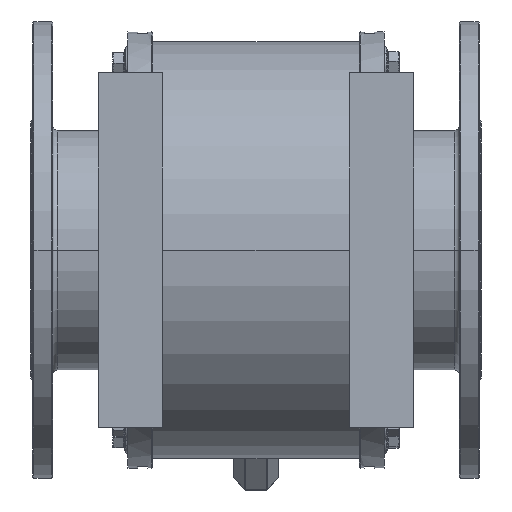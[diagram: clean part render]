
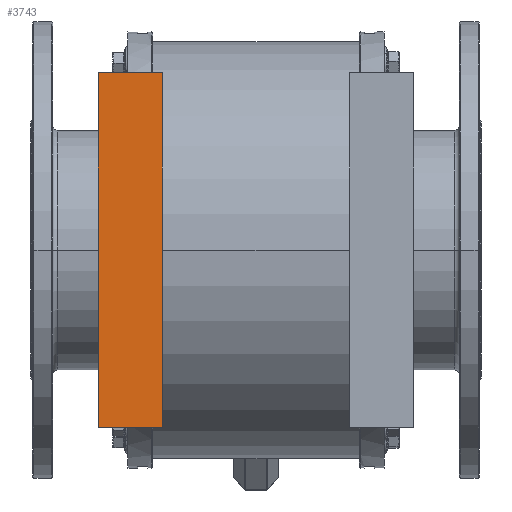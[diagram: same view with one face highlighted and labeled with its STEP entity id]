
A CAD part, front view. The second image highlights one B-rep face of the part: STEP entity #3743.
In plain terms, the highlighted planar face has unit normal (0, -1, 0).
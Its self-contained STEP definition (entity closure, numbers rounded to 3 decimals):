
#68 = VERTEX_POINT ( 'NONE', #1465 ) ;
#354 = EDGE_CURVE ( 'NONE', #2959, #13026, #4834, .T. ) ;
#590 = DIRECTION ( 'NONE',  ( 1., 0., 0. ) ) ;
#1031 = CARTESIAN_POINT ( 'NONE',  ( -95., -278.5, -180. ) ) ;
#1465 = CARTESIAN_POINT ( 'NONE',  ( -160., -278.5, -180. ) ) ;
#1591 = EDGE_CURVE ( 'NONE', #1750, #13026, #5268, .T. ) ;
#1598 = DIRECTION ( 'NONE',  ( 0., 0., 1. ) ) ;
#1750 = VERTEX_POINT ( 'NONE', #10488 ) ;
#2959 = VERTEX_POINT ( 'NONE', #12018 ) ;
#3109 = ORIENTED_EDGE ( 'NONE', *, *, #5927, .F. ) ;
#3708 = VECTOR ( 'NONE', #8567, 1000. ) ;
#3743 = ADVANCED_FACE ( 'NONE', ( #10925 ), #11734, .F. ) ;
#3820 = CARTESIAN_POINT ( 'NONE',  ( -130., -278.5, 180. ) ) ;
#4608 = DIRECTION ( 'NONE',  ( 0., 1., 0. ) ) ;
#4674 = CARTESIAN_POINT ( 'NONE',  ( -130., -278.5, 0. ) ) ;
#4820 = CARTESIAN_POINT ( 'NONE',  ( -160., -278.5, -180. ) ) ;
#4834 = LINE ( 'NONE', #3820, #11866 ) ;
#5268 = LINE ( 'NONE', #1031, #10868 ) ;
#5927 = EDGE_CURVE ( 'NONE', #68, #2959, #6856, .T. ) ;
#6128 = ORIENTED_EDGE ( 'NONE', *, *, #1591, .T. ) ;
#6602 = EDGE_CURVE ( 'NONE', #68, #1750, #7692, .T. ) ;
#6619 = ORIENTED_EDGE ( 'NONE', *, *, #6602, .T. ) ;
#6856 = LINE ( 'NONE', #4820, #11373 ) ;
#7692 = LINE ( 'NONE', #9720, #3708 ) ;
#8293 = AXIS2_PLACEMENT_3D ( 'NONE', #4674, #4608, #1598 ) ;
#8446 = ORIENTED_EDGE ( 'NONE', *, *, #354, .F. ) ;
#8567 = DIRECTION ( 'NONE',  ( 1., 0., 0. ) ) ;
#9720 = CARTESIAN_POINT ( 'NONE',  ( -130., -278.5, -180. ) ) ;
#10110 = CARTESIAN_POINT ( 'NONE',  ( -95., -278.5, 180. ) ) ;
#10488 = CARTESIAN_POINT ( 'NONE',  ( -95., -278.5, -180. ) ) ;
#10868 = VECTOR ( 'NONE', #11517, 1000. ) ;
#10925 = FACE_OUTER_BOUND ( 'NONE', #12691, .T. ) ;
#11057 = DIRECTION ( 'NONE',  ( 0., 0., 1. ) ) ;
#11373 = VECTOR ( 'NONE', #11057, 1000. ) ;
#11517 = DIRECTION ( 'NONE',  ( 0., 0., 1. ) ) ;
#11734 = PLANE ( 'NONE',  #8293 ) ;
#11866 = VECTOR ( 'NONE', #590, 1000. ) ;
#12018 = CARTESIAN_POINT ( 'NONE',  ( -160., -278.5, 180. ) ) ;
#12691 = EDGE_LOOP ( 'NONE', ( #6619, #6128, #8446, #3109 ) ) ;
#13026 = VERTEX_POINT ( 'NONE', #10110 ) ;
